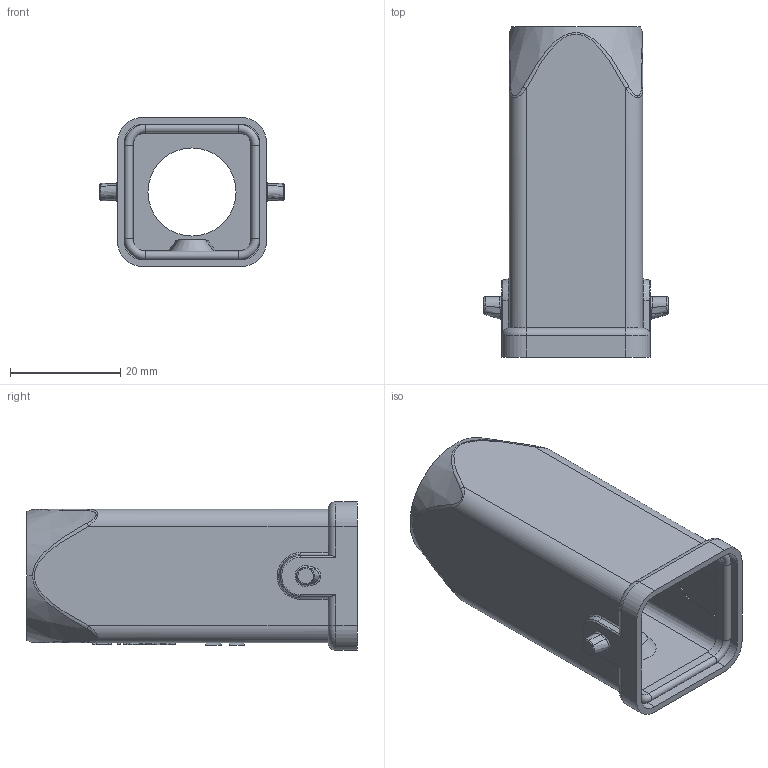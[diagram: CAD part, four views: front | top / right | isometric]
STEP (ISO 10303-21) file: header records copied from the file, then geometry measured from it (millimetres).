
FILE_DESCRIPTION(/* description */ (''),/* implementation_level */ '2;1');
FILE_NAME(/* name */ '3D_1106034101102_EMC.H3A-TE_S-2B-M20_V1.0_stp.stp',/* time_stamp */ '2024-01-23T14:38:40+08:00',/* author */ (''),/* organization */ (''),/* preprocessor_version */ 'ST-DEVELOPER v18.1',/* originating_system */ 'SIEMENS PLM Software NX 1980',/* authorisation */ '');
FILE_SCHEMA (('AUTOMOTIVE_DESIGN { 1 0 10303 214 3 1 1 1 }'));
Length unit declared in the file: millimetre
Products named in the file (1): 3D_1106034101102_EMC.H3A-TE_S-2B-M20_V1.0_stp
Bounding box: 33.4 x 60 x 27 mm (x, y, z)
Volume: 10084.6 mm3; surface area: 11549.4 mm2
Topology: 1 solids, 1 shells, 248 faces, 632 edges, 396 vertices
Faces by surface type: plane 99, cylinder 81, torus 36, bspline 16, cone 15, sphere 1
Entity records: 9307 total; most frequent: CARTESIAN_POINT 3594, ORIENTED_EDGE 1264, DIRECTION 1060, EDGE_CURVE 632, VERTEX_POINT 396, AXIS2_PLACEMENT_3D 375, LINE 310, VECTOR 310
